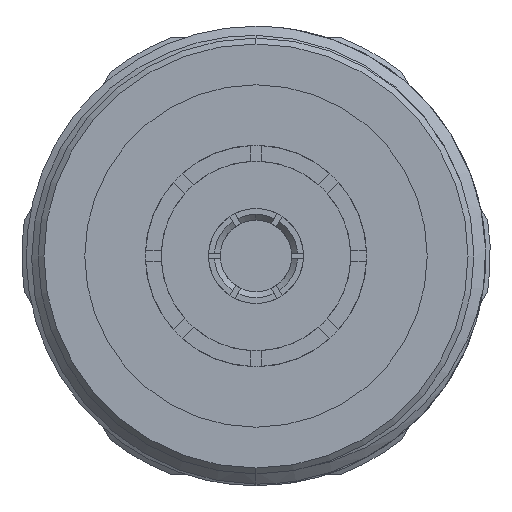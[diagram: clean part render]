
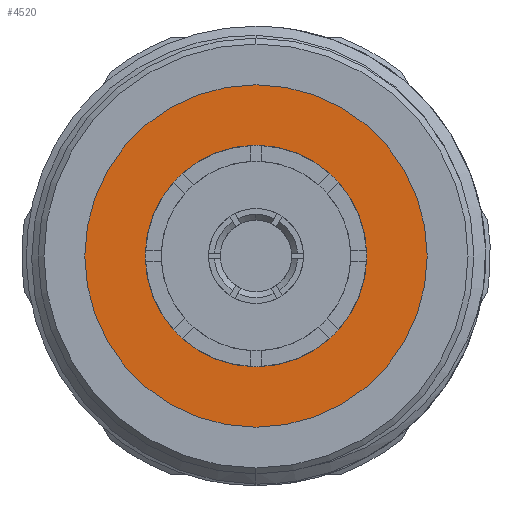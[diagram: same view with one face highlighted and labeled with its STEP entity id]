
A CAD part, left-side view. The second image highlights one B-rep face of the part: STEP entity #4520.
In plain terms, the highlighted planar face has unit normal (-1, 0, 0).
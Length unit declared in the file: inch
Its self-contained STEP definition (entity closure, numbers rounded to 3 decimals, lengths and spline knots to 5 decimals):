
#30 = DIRECTION ( 'NONE',  ( -1., 0., 0. ) ) ;
#130 = VERTEX_POINT ( 'NONE', #1234 ) ;
#180 = CARTESIAN_POINT ( 'NONE',  ( 0.46, 0., 0. ) ) ;
#320 = ORIENTED_EDGE ( 'NONE', *, *, #3599, .F. ) ;
#631 = DIRECTION ( 'NONE',  ( -1., 0., 0. ) ) ;
#753 = VERTEX_POINT ( 'NONE', #4775 ) ;
#1072 = EDGE_CURVE ( 'NONE', #3149, #3410, #2149, .T. ) ;
#1159 = ORIENTED_EDGE ( 'NONE', *, *, #1072, .T. ) ;
#1165 = DIRECTION ( 'NONE',  ( 0., 0., 1. ) ) ;
#1234 = CARTESIAN_POINT ( 'NONE',  ( 0.46, 0., 0.1895 ) ) ;
#1466 = DIRECTION ( 'NONE',  ( -1., 0., 0. ) ) ;
#1479 = CIRCLE ( 'NONE', #1918, 0.1895 ) ;
#1918 = AXIS2_PLACEMENT_3D ( 'NONE', #5524, #1466, #6450 ) ;
#1974 = AXIS2_PLACEMENT_3D ( 'NONE', #4381, #30, #6013 ) ;
#2149 = CIRCLE ( 'NONE', #1974, 0.29348 ) ;
#2645 = EDGE_CURVE ( 'NONE', #130, #753, #2813, .T. ) ;
#2813 = CIRCLE ( 'NONE', #5768, 0.1895 ) ;
#2995 = CARTESIAN_POINT ( 'NONE',  ( 0.46, 0., -0.29348 ) ) ;
#3007 = PLANE ( 'NONE',  #5775 ) ;
#3096 = DIRECTION ( 'NONE',  ( 0., 0., 1. ) ) ;
#3149 = VERTEX_POINT ( 'NONE', #2995 ) ;
#3189 = CARTESIAN_POINT ( 'NONE',  ( 0.46, 0., 0.29348 ) ) ;
#3224 = EDGE_LOOP ( 'NONE', ( #320, #6278 ) ) ;
#3410 = VERTEX_POINT ( 'NONE', #3189 ) ;
#3599 = EDGE_CURVE ( 'NONE', #753, #130, #1479, .T. ) ;
#3651 = EDGE_CURVE ( 'NONE', #3410, #3149, #5328, .T. ) ;
#3671 = DIRECTION ( 'NONE',  ( -1., 0., 0. ) ) ;
#4132 = CARTESIAN_POINT ( 'NONE',  ( 0.46, 0., 0. ) ) ;
#4381 = CARTESIAN_POINT ( 'NONE',  ( 0.46, 0., 0. ) ) ;
#4520 = ADVANCED_FACE ( 'NONE', ( #6014, #4698 ), #3007, .T. ) ;
#4532 = ORIENTED_EDGE ( 'NONE', *, *, #3651, .T. ) ;
#4613 = CARTESIAN_POINT ( 'NONE',  ( 0.46, 0., 0. ) ) ;
#4634 = DIRECTION ( 'NONE',  ( -1., 0., 0. ) ) ;
#4698 = FACE_BOUND ( 'NONE', #3224, .T. ) ;
#4775 = CARTESIAN_POINT ( 'NONE',  ( 0.46, 0., -0.1895 ) ) ;
#5138 = EDGE_LOOP ( 'NONE', ( #4532, #1159 ) ) ;
#5145 = DIRECTION ( 'NONE',  ( 0., 0., 1. ) ) ;
#5328 = CIRCLE ( 'NONE', #6159, 0.29348 ) ;
#5524 = CARTESIAN_POINT ( 'NONE',  ( 0.46, 0., 0. ) ) ;
#5768 = AXIS2_PLACEMENT_3D ( 'NONE', #4613, #3671, #3096 ) ;
#5775 = AXIS2_PLACEMENT_3D ( 'NONE', #180, #631, #1165 ) ;
#6013 = DIRECTION ( 'NONE',  ( 0., 0., 1. ) ) ;
#6014 = FACE_OUTER_BOUND ( 'NONE', #5138, .T. ) ;
#6159 = AXIS2_PLACEMENT_3D ( 'NONE', #4132, #4634, #5145 ) ;
#6278 = ORIENTED_EDGE ( 'NONE', *, *, #2645, .F. ) ;
#6450 = DIRECTION ( 'NONE',  ( 0., 0., 1. ) ) ;
